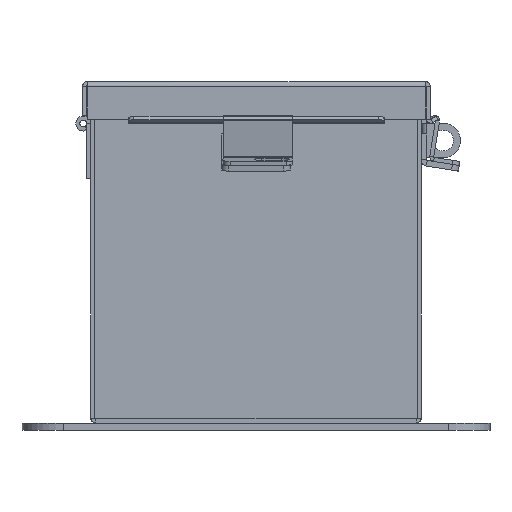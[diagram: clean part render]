
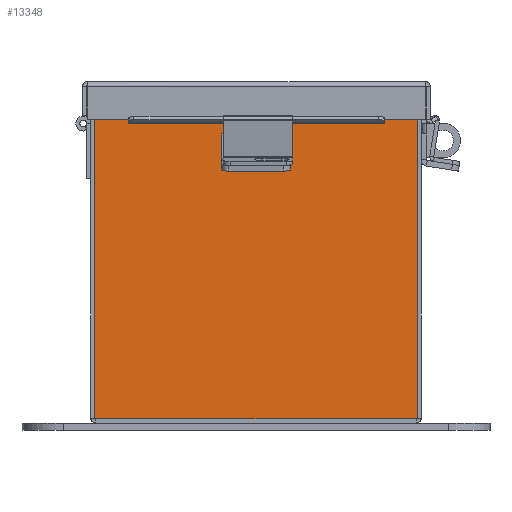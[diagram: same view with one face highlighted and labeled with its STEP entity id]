
A CAD part, front view. The second image highlights one B-rep face of the part: STEP entity #13348.
In plain terms, the highlighted face is planar.
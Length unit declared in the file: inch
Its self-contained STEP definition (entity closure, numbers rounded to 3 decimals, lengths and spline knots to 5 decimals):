
#556 = ORIENTED_EDGE ( 'NONE', *, *, #15910, .T. ) ;
#819 = EDGE_CURVE ( 'NONE', #3094, #8845, #5876, .T. ) ;
#1068 = DIRECTION ( 'NONE',  ( 0., 0., -1. ) ) ;
#1166 = VECTOR ( 'NONE', #18954, 39.37008 ) ;
#1191 = AXIS2_PLACEMENT_3D ( 'NONE', #13858, #5033, #15310 ) ;
#1241 = LINE ( 'NONE', #11575, #7631 ) ;
#1312 = DIRECTION ( 'NONE',  ( 0., 0., 1. ) ) ;
#1415 = CARTESIAN_POINT ( 'NONE',  ( -2.61965, 0., 2.87495 ) ) ;
#1462 = FACE_OUTER_BOUND ( 'NONE', #6587, .T. ) ;
#1609 = DIRECTION ( 'NONE',  ( 0., 0., -1. ) ) ;
#1641 = CARTESIAN_POINT ( 'NONE',  ( 0., 0., 0. ) ) ;
#2324 = LINE ( 'NONE', #16113, #5759 ) ;
#2766 = VERTEX_POINT ( 'NONE', #12335 ) ;
#3094 = VERTEX_POINT ( 'NONE', #1415 ) ;
#3422 = VERTEX_POINT ( 'NONE', #5106 ) ;
#3430 = CARTESIAN_POINT ( 'NONE',  ( -2.9253, 0., 2.9253 ) ) ;
#3483 = VECTOR ( 'NONE', #13905, 39.37008 ) ;
#3859 = EDGE_CURVE ( 'NONE', #4174, #8845, #13403, .T. ) ;
#4174 = VERTEX_POINT ( 'NONE', #11334 ) ;
#4297 = ORIENTED_EDGE ( 'NONE', *, *, #4984, .F. ) ;
#4319 = DIRECTION ( 'NONE',  ( 0., 1., 0. ) ) ;
#4397 = VERTEX_POINT ( 'NONE', #4532 ) ;
#4519 = DIRECTION ( 'NONE',  ( 0., 0., 1. ) ) ;
#4532 = CARTESIAN_POINT ( 'NONE',  ( -2.5823, 0., 2.87495 ) ) ;
#4545 = CARTESIAN_POINT ( 'NONE',  ( -2.5823, 0., 0. ) ) ;
#4984 = EDGE_CURVE ( 'NONE', #3422, #8159, #10877, .T. ) ;
#5033 = DIRECTION ( 'NONE',  ( 0., 1., 0. ) ) ;
#5106 = CARTESIAN_POINT ( 'NONE',  ( 2.61965, 0., 2.87495 ) ) ;
#5554 = VECTOR ( 'NONE', #5963, 39.37008 ) ;
#5759 = VECTOR ( 'NONE', #8788, 39.37008 ) ;
#5766 = ORIENTED_EDGE ( 'NONE', *, *, #13191, .F. ) ;
#5876 = LINE ( 'NONE', #11899, #9292 ) ;
#5963 = DIRECTION ( 'NONE',  ( 1., 0., 0. ) ) ;
#6059 = LINE ( 'NONE', #17131, #9462 ) ;
#6424 = CARTESIAN_POINT ( 'NONE',  ( 2.9253, 0., 2.9253 ) ) ;
#6499 = VERTEX_POINT ( 'NONE', #12578 ) ;
#6587 = EDGE_LOOP ( 'NONE', ( #9165, #17882, #9293, #12507, #5766, #4297, #9107, #556, #8000, #14279, #15274, #15974 ) ) ;
#6677 = VECTOR ( 'NONE', #10223, 39.37008 ) ;
#6781 = EDGE_CURVE ( 'NONE', #6499, #11058, #2324, .T. ) ;
#7108 = VECTOR ( 'NONE', #7781, 39.37008 ) ;
#7431 = CARTESIAN_POINT ( 'NONE',  ( 2.61965, 0., 2.9253 ) ) ;
#7503 = DIRECTION ( 'NONE',  ( 0., 0., -1. ) ) ;
#7631 = VECTOR ( 'NONE', #1312, 39.37008 ) ;
#7781 = DIRECTION ( 'NONE',  ( 1., 0., 0. ) ) ;
#8000 = ORIENTED_EDGE ( 'NONE', *, *, #13068, .T. ) ;
#8159 = VERTEX_POINT ( 'NONE', #11083 ) ;
#8649 = CARTESIAN_POINT ( 'NONE',  ( 2.5823, 0., 2.9123 ) ) ;
#8788 = DIRECTION ( 'NONE',  ( 1., 0., 0. ) ) ;
#8845 = VERTEX_POINT ( 'NONE', #9680 ) ;
#9107 = ORIENTED_EDGE ( 'NONE', *, *, #9369, .F. ) ;
#9165 = ORIENTED_EDGE ( 'NONE', *, *, #819, .F. ) ;
#9292 = VECTOR ( 'NONE', #4519, 39.37008 ) ;
#9293 = ORIENTED_EDGE ( 'NONE', *, *, #15112, .F. ) ;
#9369 = EDGE_CURVE ( 'NONE', #11167, #3422, #11275, .T. ) ;
#9411 = CARTESIAN_POINT ( 'NONE',  ( 2.9253, 0., -2.9253 ) ) ;
#9462 = VECTOR ( 'NONE', #1068, 39.37008 ) ;
#9638 = EDGE_CURVE ( 'NONE', #2766, #4174, #11041, .T. ) ;
#9680 = CARTESIAN_POINT ( 'NONE',  ( -2.61965, 0., 2.9253 ) ) ;
#9949 = EDGE_CURVE ( 'NONE', #4397, #3094, #14273, .T. ) ;
#10223 = DIRECTION ( 'NONE',  ( 0., 0., 1. ) ) ;
#10305 = CARTESIAN_POINT ( 'NONE',  ( -2.9253, 0., 2.9253 ) ) ;
#10877 = CIRCLE ( 'NONE', #18639, 0.01868 ) ;
#11041 = LINE ( 'NONE', #16008, #6677 ) ;
#11058 = VERTEX_POINT ( 'NONE', #8649 ) ;
#11083 = CARTESIAN_POINT ( 'NONE',  ( 2.5823, 0., 2.87495 ) ) ;
#11167 = VERTEX_POINT ( 'NONE', #7431 ) ;
#11275 = LINE ( 'NONE', #12405, #3483 ) ;
#11334 = CARTESIAN_POINT ( 'NONE',  ( -2.9253, 0., 2.9253 ) ) ;
#11575 = CARTESIAN_POINT ( 'NONE',  ( 2.5823, 0., 0. ) ) ;
#11899 = CARTESIAN_POINT ( 'NONE',  ( -2.61965, 0., 0. ) ) ;
#12335 = CARTESIAN_POINT ( 'NONE',  ( -2.9253, 0., -2.9253 ) ) ;
#12405 = CARTESIAN_POINT ( 'NONE',  ( 2.61965, 0., 0. ) ) ;
#12507 = ORIENTED_EDGE ( 'NONE', *, *, #6781, .T. ) ;
#12578 = CARTESIAN_POINT ( 'NONE',  ( -2.5823, 0., 2.9123 ) ) ;
#12808 = AXIS2_PLACEMENT_3D ( 'NONE', #1641, #16312, #7503 ) ;
#13068 = EDGE_CURVE ( 'NONE', #13519, #13539, #6059, .T. ) ;
#13138 = CARTESIAN_POINT ( 'NONE',  ( 2.60097, 0., 2.87495 ) ) ;
#13191 = EDGE_CURVE ( 'NONE', #8159, #11058, #1241, .T. ) ;
#13348 = ADVANCED_FACE ( 'NONE', ( #1462 ), #14861, .F. ) ;
#13403 = LINE ( 'NONE', #10305, #5554 ) ;
#13519 = VERTEX_POINT ( 'NONE', #6424 ) ;
#13539 = VERTEX_POINT ( 'NONE', #9411 ) ;
#13858 = CARTESIAN_POINT ( 'NONE',  ( -2.60098, 0., 2.87495 ) ) ;
#13905 = DIRECTION ( 'NONE',  ( 0., 0., -1. ) ) ;
#14273 = CIRCLE ( 'NONE', #1191, 0.01868 ) ;
#14279 = ORIENTED_EDGE ( 'NONE', *, *, #15010, .T. ) ;
#14618 = DIRECTION ( 'NONE',  ( 0., 0., -1. ) ) ;
#14861 = PLANE ( 'NONE',  #12808 ) ;
#14944 = VECTOR ( 'NONE', #1609, 39.37008 ) ;
#15010 = EDGE_CURVE ( 'NONE', #13539, #2766, #17204, .T. ) ;
#15112 = EDGE_CURVE ( 'NONE', #6499, #4397, #18785, .T. ) ;
#15274 = ORIENTED_EDGE ( 'NONE', *, *, #9638, .T. ) ;
#15310 = DIRECTION ( 'NONE',  ( 0., 0., -1. ) ) ;
#15910 = EDGE_CURVE ( 'NONE', #11167, #13519, #18328, .T. ) ;
#15974 = ORIENTED_EDGE ( 'NONE', *, *, #3859, .T. ) ;
#16008 = CARTESIAN_POINT ( 'NONE',  ( -2.9253, 0., 2.9253 ) ) ;
#16113 = CARTESIAN_POINT ( 'NONE',  ( -2.5823, 0., 2.9123 ) ) ;
#16312 = DIRECTION ( 'NONE',  ( 0., -1., 0. ) ) ;
#17131 = CARTESIAN_POINT ( 'NONE',  ( 2.9253, 0., 2.9253 ) ) ;
#17204 = LINE ( 'NONE', #17484, #1166 ) ;
#17484 = CARTESIAN_POINT ( 'NONE',  ( -2.9253, 0., -2.9253 ) ) ;
#17882 = ORIENTED_EDGE ( 'NONE', *, *, #9949, .F. ) ;
#18328 = LINE ( 'NONE', #3430, #7108 ) ;
#18639 = AXIS2_PLACEMENT_3D ( 'NONE', #13138, #4319, #14618 ) ;
#18785 = LINE ( 'NONE', #4545, #14944 ) ;
#18954 = DIRECTION ( 'NONE',  ( -1., 0., 0. ) ) ;
